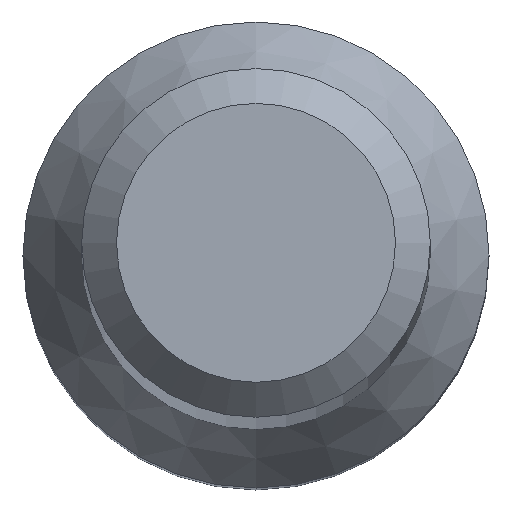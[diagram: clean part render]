
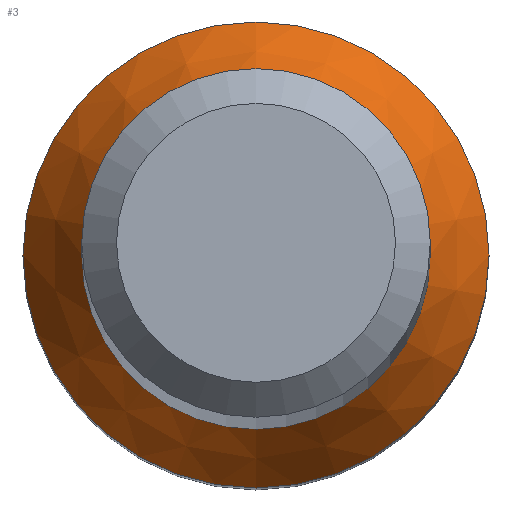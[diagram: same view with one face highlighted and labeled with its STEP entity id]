
A CAD part, top view. The second image highlights one B-rep face of the part: STEP entity #3.
In plain terms, the highlighted conical face has half-angle 30 degrees and reference radius 2.005 mm.
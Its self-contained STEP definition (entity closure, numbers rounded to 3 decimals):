
#3 = ADVANCED_FACE ( 'NONE', ( #134, #277 ), #193, .T. ) ;
#23 = DIRECTION ( 'NONE',  ( 0., 0., -1. ) ) ;
#36 = EDGE_LOOP ( 'NONE', ( #192 ) ) ;
#55 = AXIS2_PLACEMENT_3D ( 'NONE', #254, #273, #247 ) ;
#87 = DIRECTION ( 'NONE',  ( 0., 1., 0. ) ) ;
#113 = CARTESIAN_POINT ( 'NONE',  ( 0., 1.5, 10.875 ) ) ;
#116 = CIRCLE ( 'NONE', #55, 1.5 ) ;
#134 = FACE_BOUND ( 'NONE', #36, .T. ) ;
#144 = EDGE_CURVE ( 'NONE', #168, #168, #200, .T. ) ;
#153 = DIRECTION ( 'NONE',  ( 0., 0., -1. ) ) ;
#154 = EDGE_CURVE ( 'NONE', #236, #236, #116, .T. ) ;
#168 = VERTEX_POINT ( 'NONE', #233 ) ;
#192 = ORIENTED_EDGE ( 'NONE', *, *, #154, .T. ) ;
#193 = CONICAL_SURFACE ( 'NONE', #204, 2.005, 0.524 ) ;
#200 = CIRCLE ( 'NONE', #256, 2.005 ) ;
#204 = AXIS2_PLACEMENT_3D ( 'NONE', #279, #153, #87 ) ;
#212 = ORIENTED_EDGE ( 'NONE', *, *, #144, .F. ) ;
#213 = DIRECTION ( 'NONE',  ( 0., 1., 0. ) ) ;
#229 = CARTESIAN_POINT ( 'NONE',  ( 0., 0., 10. ) ) ;
#233 = CARTESIAN_POINT ( 'NONE',  ( 0., 2.005, 10. ) ) ;
#236 = VERTEX_POINT ( 'NONE', #113 ) ;
#247 = DIRECTION ( 'NONE',  ( 0., 1., 0. ) ) ;
#254 = CARTESIAN_POINT ( 'NONE',  ( 0., 0., 10.875 ) ) ;
#256 = AXIS2_PLACEMENT_3D ( 'NONE', #229, #23, #213 ) ;
#273 = DIRECTION ( 'NONE',  ( 0., 0., -1. ) ) ;
#277 = FACE_OUTER_BOUND ( 'NONE', #296, .T. ) ;
#279 = CARTESIAN_POINT ( 'NONE',  ( 0., 0., 10. ) ) ;
#296 = EDGE_LOOP ( 'NONE', ( #212 ) ) ;
